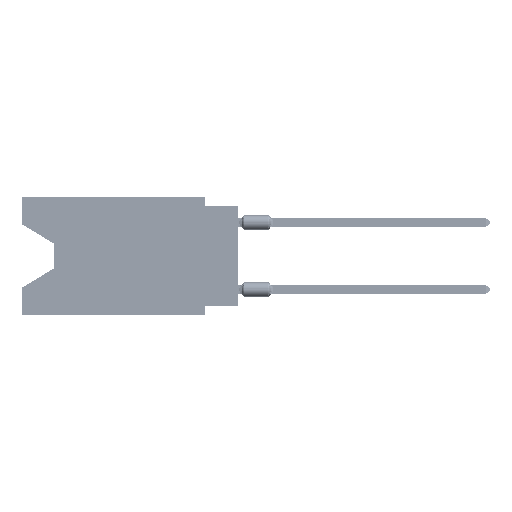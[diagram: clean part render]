
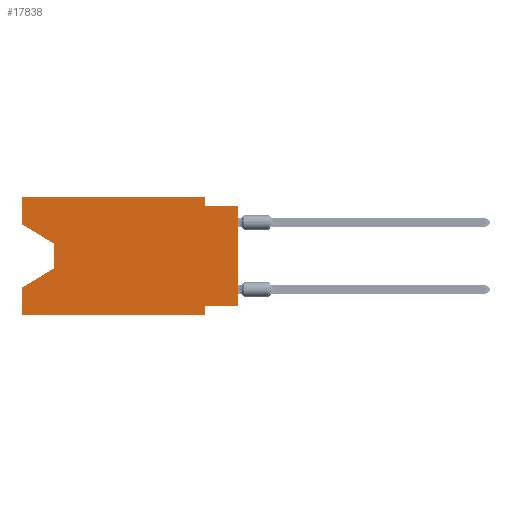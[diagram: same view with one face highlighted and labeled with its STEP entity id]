
A CAD part, left-side view. The second image highlights one B-rep face of the part: STEP entity #17838.
In plain terms, the highlighted planar face has unit normal (-1, 0, 0).
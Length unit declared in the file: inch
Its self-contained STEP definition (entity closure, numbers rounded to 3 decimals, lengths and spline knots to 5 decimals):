
#668 = DIRECTION ( 'NONE',  ( 0., 0., -1. ) ) ;
#1676 = EDGE_CURVE ( 'NONE', #115611, #92932, #92489, .T. ) ;
#2013 = LINE ( 'NONE', #39136, #22624 ) ;
#2356 = VECTOR ( 'NONE', #41494, 39.37008 ) ;
#2921 = CARTESIAN_POINT ( 'NONE',  ( 0., 0.1, -0.325 ) ) ;
#5943 = CARTESIAN_POINT ( 'NONE',  ( 0., 0., -0.025 ) ) ;
#7235 = CARTESIAN_POINT ( 'NONE',  ( 0., 0.645, 0. ) ) ;
#7315 = VECTOR ( 'NONE', #70270, 39.37008 ) ;
#8941 = LINE ( 'NONE', #65516, #49349 ) ;
#9255 = LINE ( 'NONE', #10495, #31226 ) ;
#9587 = ORIENTED_EDGE ( 'NONE', *, *, #91041, .T. ) ;
#9785 = CARTESIAN_POINT ( 'NONE',  ( 0., 0.1, 0. ) ) ;
#10495 = CARTESIAN_POINT ( 'NONE',  ( 0., 0., 0. ) ) ;
#12832 = CARTESIAN_POINT ( 'NONE',  ( 0., 0.55, -0.138 ) ) ;
#16669 = VECTOR ( 'NONE', #101490, 39.37008 ) ;
#17838 = ADVANCED_FACE ( 'NONE', ( #99837 ), #75348, .F. ) ;
#18161 = CARTESIAN_POINT ( 'NONE',  ( 0., 0.1, 0. ) ) ;
#20936 = ORIENTED_EDGE ( 'NONE', *, *, #47773, .F. ) ;
#21968 = EDGE_LOOP ( 'NONE', ( #74354, #9587, #31093, #39680, #88830, #87262, #93016, #86781, #47485, #20936, #38629, #45647 ) ) ;
#22624 = VECTOR ( 'NONE', #55612, 39.37008 ) ;
#23651 = VERTEX_POINT ( 'NONE', #109818 ) ;
#23742 = VERTEX_POINT ( 'NONE', #92171 ) ;
#26041 = VECTOR ( 'NONE', #48741, 39.37008 ) ;
#26109 = LINE ( 'NONE', #7235, #38238 ) ;
#26714 = EDGE_CURVE ( 'NONE', #119546, #92932, #9255, .T. ) ;
#27475 = CARTESIAN_POINT ( 'NONE',  ( 0., 0., -0.325 ) ) ;
#27587 = VERTEX_POINT ( 'NONE', #93981 ) ;
#29728 = DIRECTION ( 'NONE',  ( 1., 0., 0. ) ) ;
#31093 = ORIENTED_EDGE ( 'NONE', *, *, #56930, .T. ) ;
#31226 = VECTOR ( 'NONE', #55527, 39.37008 ) ;
#33148 = CARTESIAN_POINT ( 'NONE',  ( 0., 0., -0.325 ) ) ;
#35692 = VECTOR ( 'NONE', #69039, 39.37008 ) ;
#38136 = DIRECTION ( 'NONE',  ( 0., -1., 0. ) ) ;
#38238 = VECTOR ( 'NONE', #44362, 39.37008 ) ;
#38526 = VECTOR ( 'NONE', #75335, 39.37008 ) ;
#38629 = ORIENTED_EDGE ( 'NONE', *, *, #89020, .F. ) ;
#39136 = CARTESIAN_POINT ( 'NONE',  ( 0., 0.55, -0.212 ) ) ;
#39680 = ORIENTED_EDGE ( 'NONE', *, *, #103462, .F. ) ;
#41494 = DIRECTION ( 'NONE',  ( 0., -0.855, -0.519 ) ) ;
#42263 = LINE ( 'NONE', #79348, #35692 ) ;
#44362 = DIRECTION ( 'NONE',  ( 0., 0., 1. ) ) ;
#45647 = ORIENTED_EDGE ( 'NONE', *, *, #49432, .F. ) ;
#46008 = CARTESIAN_POINT ( 'NONE',  ( 0., 0.55, -0.212 ) ) ;
#47485 = ORIENTED_EDGE ( 'NONE', *, *, #1676, .F. ) ;
#47773 = EDGE_CURVE ( 'NONE', #107733, #115611, #75477, .T. ) ;
#48741 = DIRECTION ( 'NONE',  ( 0., 0., -1. ) ) ;
#49349 = VECTOR ( 'NONE', #38136, 39.37008 ) ;
#49432 = EDGE_CURVE ( 'NONE', #57339, #23742, #91776, .T. ) ;
#55292 = LINE ( 'NONE', #83238, #38526 ) ;
#55527 = DIRECTION ( 'NONE',  ( 0., 0., 1. ) ) ;
#55612 = DIRECTION ( 'NONE',  ( 0., 0.855, -0.519 ) ) ;
#56261 = VERTEX_POINT ( 'NONE', #46008 ) ;
#56930 = EDGE_CURVE ( 'NONE', #56261, #100041, #2013, .T. ) ;
#57132 = CARTESIAN_POINT ( 'NONE',  ( 0., 0.645, 0. ) ) ;
#57339 = VERTEX_POINT ( 'NONE', #102851 ) ;
#61056 = EDGE_CURVE ( 'NONE', #118459, #23651, #55292, .T. ) ;
#61165 = CARTESIAN_POINT ( 'NONE',  ( 0., 0.55, -0.138 ) ) ;
#62356 = LINE ( 'NONE', #33148, #7315 ) ;
#65516 = CARTESIAN_POINT ( 'NONE',  ( 0., 0.645, -0.35 ) ) ;
#69039 = DIRECTION ( 'NONE',  ( 0., -1., 0. ) ) ;
#70270 = DIRECTION ( 'NONE',  ( 0., 1., 0. ) ) ;
#71881 = EDGE_CURVE ( 'NONE', #27587, #23651, #8941, .T. ) ;
#72219 = VERTEX_POINT ( 'NONE', #61165 ) ;
#73640 = CARTESIAN_POINT ( 'NONE',  ( 0., 0., -0.025 ) ) ;
#74354 = ORIENTED_EDGE ( 'NONE', *, *, #110764, .T. ) ;
#75335 = DIRECTION ( 'NONE',  ( 0., 0., -1. ) ) ;
#75348 = PLANE ( 'NONE',  #97126 ) ;
#75477 = LINE ( 'NONE', #9785, #97154 ) ;
#77998 = CARTESIAN_POINT ( 'NONE',  ( 0., 0.645, -0.08025 ) ) ;
#79348 = CARTESIAN_POINT ( 'NONE',  ( 0., 0.645, 0. ) ) ;
#79757 = CARTESIAN_POINT ( 'NONE',  ( 0., 0.1, -0.025 ) ) ;
#81904 = VECTOR ( 'NONE', #82779, 39.37008 ) ;
#82779 = DIRECTION ( 'NONE',  ( 0., -1., 0. ) ) ;
#83238 = CARTESIAN_POINT ( 'NONE',  ( 0., 0.1, -0.35 ) ) ;
#85942 = LINE ( 'NONE', #77998, #2356 ) ;
#86781 = ORIENTED_EDGE ( 'NONE', *, *, #26714, .T. ) ;
#87262 = ORIENTED_EDGE ( 'NONE', *, *, #61056, .F. ) ;
#88830 = ORIENTED_EDGE ( 'NONE', *, *, #71881, .T. ) ;
#89020 = EDGE_CURVE ( 'NONE', #23742, #107733, #42263, .T. ) ;
#91041 = EDGE_CURVE ( 'NONE', #72219, #56261, #96145, .T. ) ;
#91776 = LINE ( 'NONE', #92381, #16669 ) ;
#92171 = CARTESIAN_POINT ( 'NONE',  ( 0., 0.645, 0. ) ) ;
#92381 = CARTESIAN_POINT ( 'NONE',  ( 0., 0.645, 0. ) ) ;
#92489 = LINE ( 'NONE', #73640, #81904 ) ;
#92932 = VERTEX_POINT ( 'NONE', #5943 ) ;
#93016 = ORIENTED_EDGE ( 'NONE', *, *, #107244, .F. ) ;
#93981 = CARTESIAN_POINT ( 'NONE',  ( 0., 0.645, -0.35 ) ) ;
#95802 = CARTESIAN_POINT ( 'NONE',  ( 0., 0.645, -0.26975 ) ) ;
#96145 = LINE ( 'NONE', #12832, #26041 ) ;
#97126 = AXIS2_PLACEMENT_3D ( 'NONE', #57132, #29728, #100427 ) ;
#97154 = VECTOR ( 'NONE', #668, 39.37008 ) ;
#99837 = FACE_OUTER_BOUND ( 'NONE', #21968, .T. ) ;
#100041 = VERTEX_POINT ( 'NONE', #95802 ) ;
#100427 = DIRECTION ( 'NONE',  ( 0., 0., -1. ) ) ;
#101490 = DIRECTION ( 'NONE',  ( 0., 0., 1. ) ) ;
#102851 = CARTESIAN_POINT ( 'NONE',  ( 0., 0.645, -0.08025 ) ) ;
#103462 = EDGE_CURVE ( 'NONE', #27587, #100041, #26109, .T. ) ;
#107244 = EDGE_CURVE ( 'NONE', #119546, #118459, #62356, .T. ) ;
#107733 = VERTEX_POINT ( 'NONE', #18161 ) ;
#109818 = CARTESIAN_POINT ( 'NONE',  ( 0., 0.1, -0.35 ) ) ;
#110764 = EDGE_CURVE ( 'NONE', #57339, #72219, #85942, .T. ) ;
#115611 = VERTEX_POINT ( 'NONE', #79757 ) ;
#118459 = VERTEX_POINT ( 'NONE', #2921 ) ;
#119546 = VERTEX_POINT ( 'NONE', #27475 ) ;
